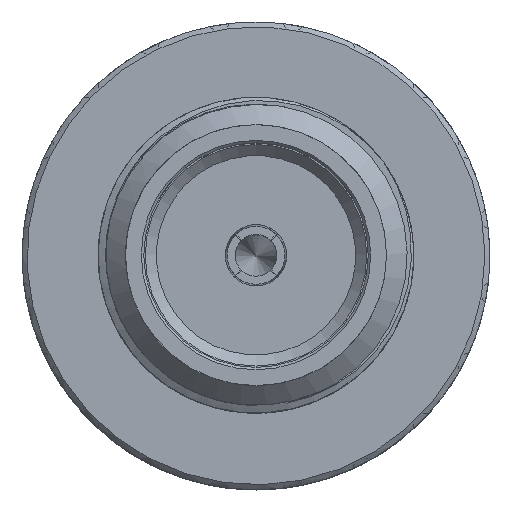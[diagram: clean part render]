
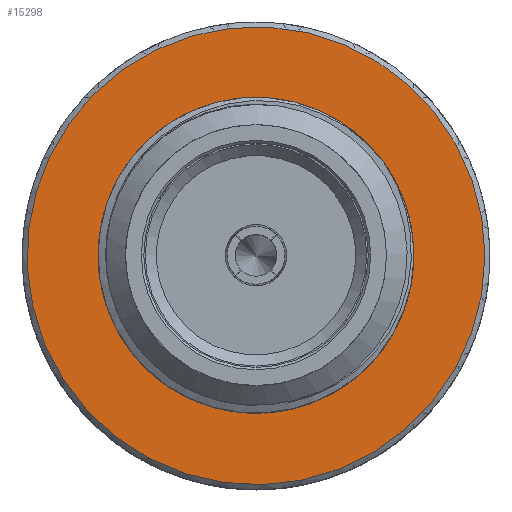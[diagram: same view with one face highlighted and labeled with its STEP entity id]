
A CAD part, top view. The second image highlights one B-rep face of the part: STEP entity #15298.
In plain terms, the highlighted planar face has unit normal (0, 0, 1).
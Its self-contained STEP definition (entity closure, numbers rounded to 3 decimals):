
#5026=ORIENTED_EDGE('',*,*,#9465,.T.);
#5027=ORIENTED_EDGE('',*,*,#9466,.T.);
#9465=EDGE_CURVE('',#11406,#11406,#12084,.T.);
#9466=EDGE_CURVE('',#11407,#11407,#12085,.F.);
#11406=VERTEX_POINT('',#30028);
#11407=VERTEX_POINT('',#30030);
#12084=CIRCLE('',#16282,4.65);
#12085=CIRCLE('',#16283,2.65);
#12797=EDGE_LOOP('',(#5026));
#12798=EDGE_LOOP('',(#5027));
#13956=FACE_BOUND('',#12797,.T.);
#13957=FACE_BOUND('',#12798,.T.);
#14714=PLANE('',#16281);
#15298=ADVANCED_FACE('',(#13956,#13957),#14714,.T.);
#16281=AXIS2_PLACEMENT_3D('',#30026,#17462,#17463);
#16282=AXIS2_PLACEMENT_3D('',#30027,#17464,#17465);
#16283=AXIS2_PLACEMENT_3D('',#30029,#17466,#17467);
#17462=DIRECTION('',(0.,0.,1.));
#17463=DIRECTION('',(1.,0.,0.));
#17464=DIRECTION('',(0.,0.,1.));
#17465=DIRECTION('',(1.,0.,0.));
#17466=DIRECTION('',(0.,0.,1.));
#17467=DIRECTION('',(1.,0.,0.));
#30026=CARTESIAN_POINT('',(-1.625,0.,3.9));
#30027=CARTESIAN_POINT('',(0.,0.,3.9));
#30028=CARTESIAN_POINT('',(4.65,0.,3.9));
#30029=CARTESIAN_POINT('',(0.,0.,3.9));
#30030=CARTESIAN_POINT('',(2.65,0.,3.9));
